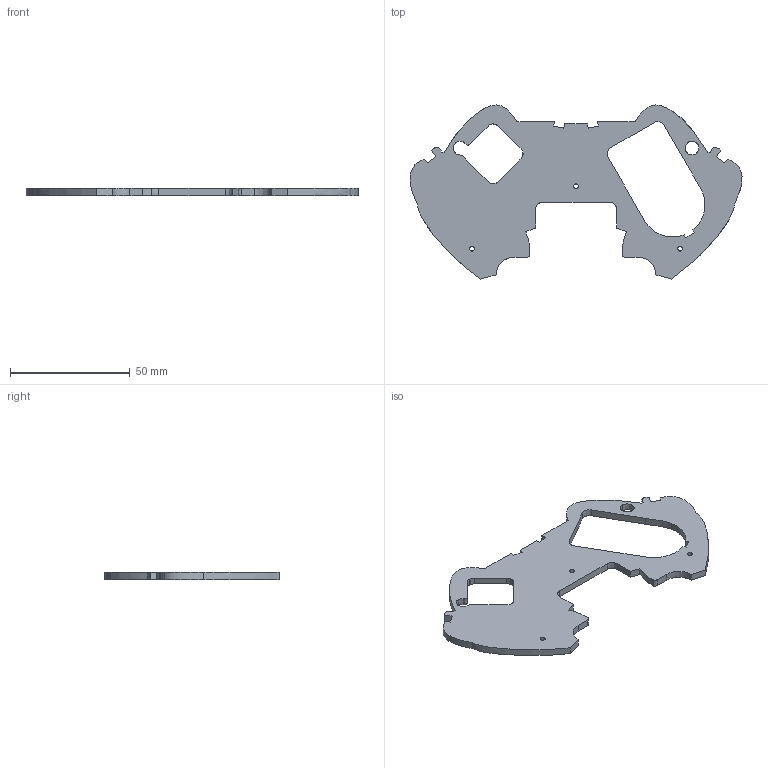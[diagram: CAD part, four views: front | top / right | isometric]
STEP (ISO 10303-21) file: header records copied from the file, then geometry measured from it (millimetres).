
FILE_DESCRIPTION(('FreeCAD Model'),'2;1');
FILE_NAME('Open CASCADE Shape Model','2023-09-05T16:54:52',(''),(''), 'Open CASCADE STEP processor 7.6','FreeCAD','Unknown');
FILE_SCHEMA(('AUTOMOTIVE_DESIGN { 1 0 10303 214 1 1 1 1 }'));
Length unit declared in the file: millimetre
Products named in the file (1): Cut
Bounding box: 138.87 x 72.82 x 3 mm (x, y, z)
Volume: 14454.4 mm3; surface area: 11708.1 mm2
Topology: 1 solids, 1 shells, 116 faces, 340 edges, 226 vertices
Faces by surface type: extrusion 114, bspline 2
Entity records: 13242 total; most frequent: CARTESIAN_POINT 7534, B_SPLINE_CURVE_WITH_KNOTS 685, ORIENTED_EDGE 680, PCURVE 680, DEFINITIONAL_REPRESENTATION 680, DIRECTION 560, VECTOR 558, LINE 444
